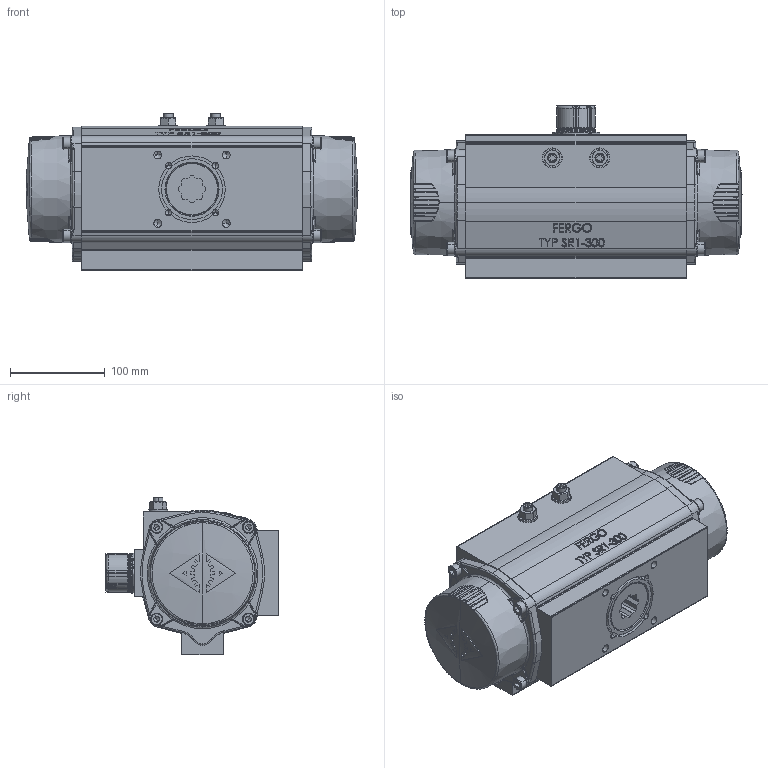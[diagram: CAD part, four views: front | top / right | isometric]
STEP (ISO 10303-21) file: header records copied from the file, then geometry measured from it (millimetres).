
FILE_DESCRIPTION (( 'STEP AP214' ), '1' );
FILE_NAME ('SR300-Pneumatischer-Einfachwirkend-Federschließend-Schwenkantrieb-Fergo.STEP', '2022-11-14T08:59:22', ( '' ), ( '' ), 'SwSTEP 2.0', 'SolidWorks 2022', '' );
FILE_SCHEMA (( 'AUTOMOTIVE_DESIGN' ));
Length unit declared in the file: millimetre
Products named in the file (1): SR300-Pneumatischer-Einfachwirkend-Federschließend-Schwenkantrieb-Fergo
Bounding box: 349.95 x 182.29 x 166.1 mm (x, y, z)
Volume: 2104332.2 mm3; surface area: 477077.8 mm2
Topology: 27 solids, 27 shells, 3581 faces, 9369 edges, 5821 vertices
Faces by surface type: plane 1242, cylinder 1116, bspline 751, cone 288, torus 153, sphere 31
Entity records: 164200 total; most frequent: CARTESIAN_POINT 82213, ORIENTED_EDGE 18440, DIRECTION 15336, EDGE_CURVE 9220, VERTEX_POINT 5820, AXIS2_PLACEMENT_3D 5743, VECTOR 3850, LINE 3850
